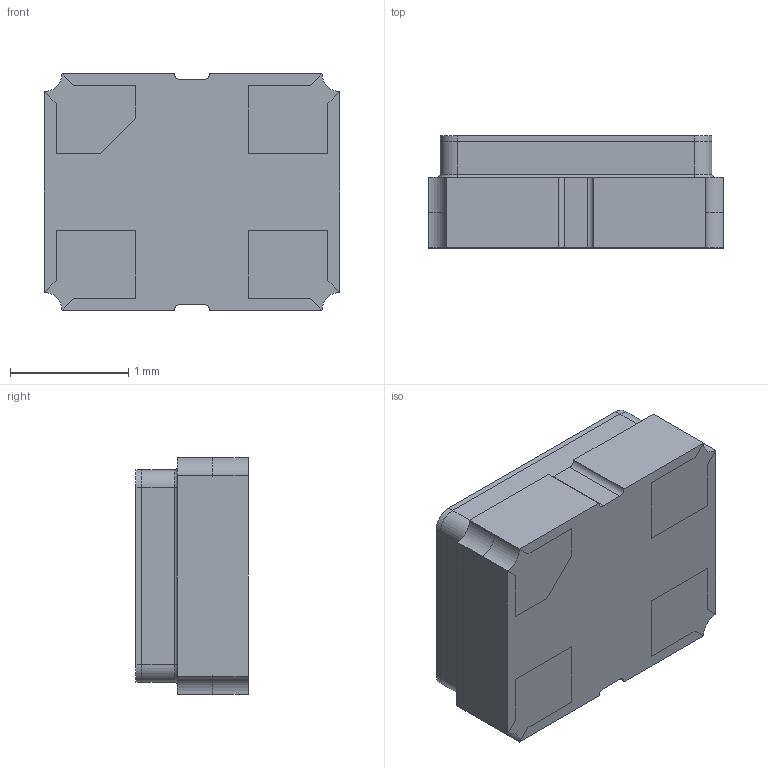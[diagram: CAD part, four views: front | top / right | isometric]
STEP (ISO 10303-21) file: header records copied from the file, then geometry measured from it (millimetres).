
FILE_DESCRIPTION (( 'STEP AP214' ), '1' );
FILE_NAME ('ASDDV.STEP', '2020-02-20T09:06:20', ( '' ), ( '' ), 'SwSTEP 2.0', 'SolidWorks 2018', '' );
FILE_SCHEMA (( 'AUTOMOTIVE_DESIGN' ));
Length unit declared in the file: millimetre
Products named in the file (1): ASDDV
Bounding box: 2.5 x 0.95 x 2 mm (x, y, z)
Volume: 4.4 mm3; surface area: 35.3 mm2
Topology: 12 solids, 12 shells, 191 faces, 482 edges, 316 vertices
Faces by surface type: plane 127, bspline 34, cylinder 26, torus 4
Entity records: 8253 total; most frequent: CARTESIAN_POINT 2856, ORIENTED_EDGE 964, DIRECTION 786, EDGE_CURVE 482, VECTOR 358, LINE 358, VERTEX_POINT 316, AXIS2_PLACEMENT_3D 214
